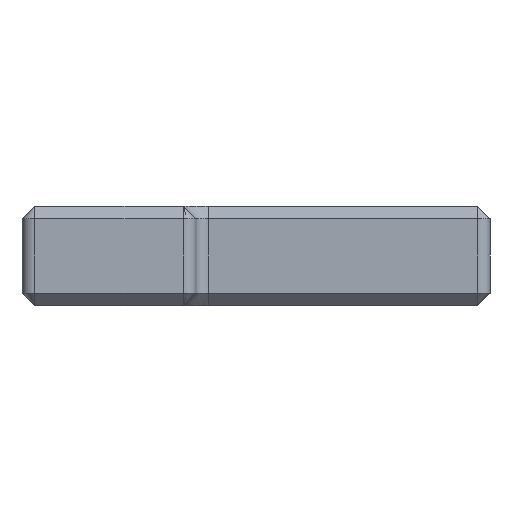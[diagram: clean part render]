
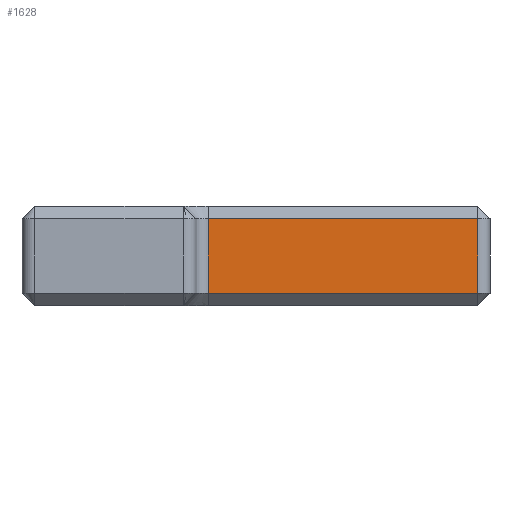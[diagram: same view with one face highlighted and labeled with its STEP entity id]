
A CAD part, left-side view. The second image highlights one B-rep face of the part: STEP entity #1628.
In plain terms, the highlighted planar face has unit normal (-1, 0, 0).
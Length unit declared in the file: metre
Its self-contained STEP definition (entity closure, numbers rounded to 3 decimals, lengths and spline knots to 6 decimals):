
#148=ORIENTED_EDGE('',*,*,#628,.T.);
#149=ORIENTED_EDGE('',*,*,#629,.T.);
#150=ORIENTED_EDGE('',*,*,#630,.T.);
#151=ORIENTED_EDGE('',*,*,#631,.T.);
#628=EDGE_CURVE('',#868,#869,#997,.F.);
#629=EDGE_CURVE('',#869,#870,#998,.T.);
#630=EDGE_CURVE('',#870,#871,#999,.T.);
#631=EDGE_CURVE('',#871,#868,#1000,.T.);
#868=VERTEX_POINT('',#2382);
#869=VERTEX_POINT('',#2383);
#870=VERTEX_POINT('',#2385);
#871=VERTEX_POINT('',#2387);
#997=LINE('',#2381,#1181);
#998=LINE('',#2384,#1182);
#999=LINE('',#2386,#1183);
#1000=LINE('',#2388,#1184);
#1181=VECTOR('',#1902,1.);
#1182=VECTOR('',#1903,1.);
#1183=VECTOR('',#1904,1.);
#1184=VECTOR('',#1905,1.);
#1346=EDGE_LOOP('',(#148,#149,#150,#151));
#1458=FACE_BOUND('',#1346,.T.);
#1568=PLANE('',#1751);
#1628=ADVANCED_FACE('',(#1458),#1568,.F.);
#1751=AXIS2_PLACEMENT_3D('',#2380,#1900,#1901);
#1900=DIRECTION('',(1.,0.,0.));
#1901=DIRECTION('',(0.,1.,0.));
#1902=DIRECTION('',(0.,0.,-1.));
#1903=DIRECTION('',(0.,1.,0.));
#1904=DIRECTION('',(0.,0.,-1.));
#1905=DIRECTION('',(0.,-1.,0.));
#2380=CARTESIAN_POINT('',(-0.008,0.005925,0.004));
#2381=CARTESIAN_POINT('',(-0.008,0.0005,0.004));
#2382=CARTESIAN_POINT('',(-0.008,0.0005,0.0005));
#2383=CARTESIAN_POINT('',(-0.008,0.0005,0.0035));
#2384=CARTESIAN_POINT('',(-0.008,0.01135,0.0035));
#2385=CARTESIAN_POINT('',(-0.008,0.01135,0.0035));
#2386=CARTESIAN_POINT('',(-0.008,0.01135,0.));
#2387=CARTESIAN_POINT('',(-0.008,0.01135,0.0005));
#2388=CARTESIAN_POINT('',(-0.008,0.005925,0.0005));
